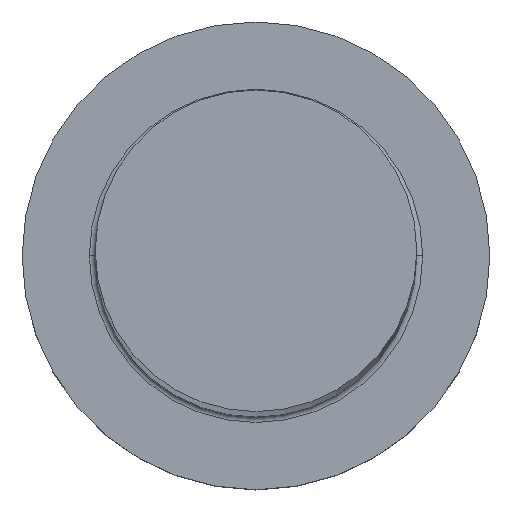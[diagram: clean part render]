
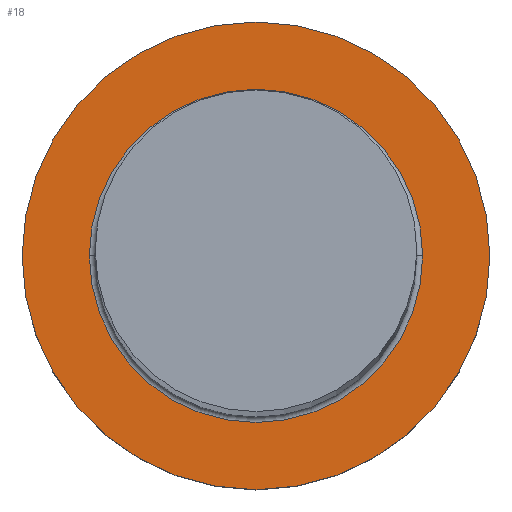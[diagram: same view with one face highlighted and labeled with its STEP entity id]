
A CAD part, top view. The second image highlights one B-rep face of the part: STEP entity #18.
In plain terms, the highlighted planar face has unit normal (0, 0, 1).
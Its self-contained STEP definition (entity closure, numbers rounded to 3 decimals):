
#1 = DIRECTION ( 'NONE',  ( 1., 0., 0. ) ) ;
#2 = ORIENTED_EDGE ( 'NONE', *, *, #43, .T. ) ;
#3 = EDGE_CURVE ( 'NONE', #259, #24, #191, .T. ) ;
#10 = CARTESIAN_POINT ( 'NONE',  ( 5.7, 0., 5. ) ) ;
#16 = VERTEX_POINT ( 'NONE', #240 ) ;
#18 = ADVANCED_FACE ( 'NONE', ( #100, #105 ), #56, .T. ) ;
#21 = CARTESIAN_POINT ( 'NONE',  ( 0., 0., 5. ) ) ;
#24 = VERTEX_POINT ( 'NONE', #119 ) ;
#27 = EDGE_LOOP ( 'NONE', ( #46, #99 ) ) ;
#31 = EDGE_CURVE ( 'NONE', #24, #259, #268, .T. ) ;
#34 = CIRCLE ( 'NONE', #53, 5.7 ) ;
#43 = EDGE_CURVE ( 'NONE', #16, #187, #200, .T. ) ;
#45 = EDGE_LOOP ( 'NONE', ( #55, #2 ) ) ;
#46 = ORIENTED_EDGE ( 'NONE', *, *, #3, .T. ) ;
#53 = AXIS2_PLACEMENT_3D ( 'NONE', #219, #220, #201 ) ;
#55 = ORIENTED_EDGE ( 'NONE', *, *, #175, .T. ) ;
#56 = PLANE ( 'NONE',  #102 ) ;
#71 = CARTESIAN_POINT ( 'NONE',  ( -8., 0., 5. ) ) ;
#83 = DIRECTION ( 'NONE',  ( 1., 0., 0. ) ) ;
#99 = ORIENTED_EDGE ( 'NONE', *, *, #31, .T. ) ;
#100 = FACE_BOUND ( 'NONE', #45, .T. ) ;
#102 = AXIS2_PLACEMENT_3D ( 'NONE', #21, #123, #120 ) ;
#105 = FACE_OUTER_BOUND ( 'NONE', #27, .T. ) ;
#119 = CARTESIAN_POINT ( 'NONE',  ( 8., 0., 5. ) ) ;
#120 = DIRECTION ( 'NONE',  ( 1., 0., 0. ) ) ;
#121 = AXIS2_PLACEMENT_3D ( 'NONE', #260, #148, #171 ) ;
#123 = DIRECTION ( 'NONE',  ( 0., 0., 1. ) ) ;
#148 = DIRECTION ( 'NONE',  ( 0., 0., -1. ) ) ;
#169 = CARTESIAN_POINT ( 'NONE',  ( 0., 0., 5. ) ) ;
#171 = DIRECTION ( 'NONE',  ( 1., 0., 0. ) ) ;
#175 = EDGE_CURVE ( 'NONE', #187, #16, #34, .T. ) ;
#176 = AXIS2_PLACEMENT_3D ( 'NONE', #215, #193, #83 ) ;
#187 = VERTEX_POINT ( 'NONE', #10 ) ;
#191 = CIRCLE ( 'NONE', #226, 8. ) ;
#193 = DIRECTION ( 'NONE',  ( 0., 0., 1. ) ) ;
#200 = CIRCLE ( 'NONE', #121, 5.7 ) ;
#201 = DIRECTION ( 'NONE',  ( 1., 0., 0. ) ) ;
#215 = CARTESIAN_POINT ( 'NONE',  ( 0., 0., 5. ) ) ;
#219 = CARTESIAN_POINT ( 'NONE',  ( 0., 0., 5. ) ) ;
#220 = DIRECTION ( 'NONE',  ( 0., 0., -1. ) ) ;
#226 = AXIS2_PLACEMENT_3D ( 'NONE', #169, #286, #1 ) ;
#240 = CARTESIAN_POINT ( 'NONE',  ( -5.7, 0., 5. ) ) ;
#259 = VERTEX_POINT ( 'NONE', #71 ) ;
#260 = CARTESIAN_POINT ( 'NONE',  ( 0., 0., 5. ) ) ;
#268 = CIRCLE ( 'NONE', #176, 8. ) ;
#286 = DIRECTION ( 'NONE',  ( 0., 0., 1. ) ) ;
